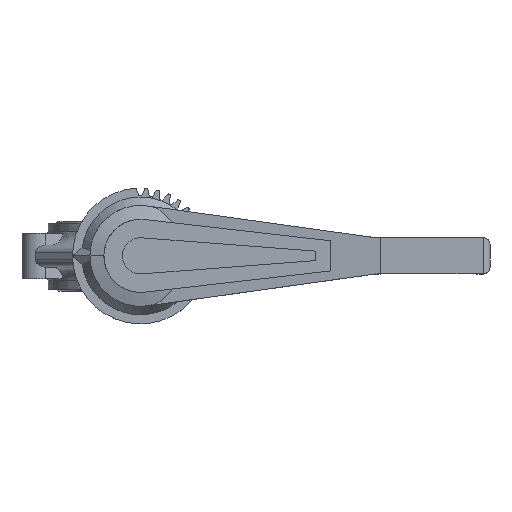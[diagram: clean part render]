
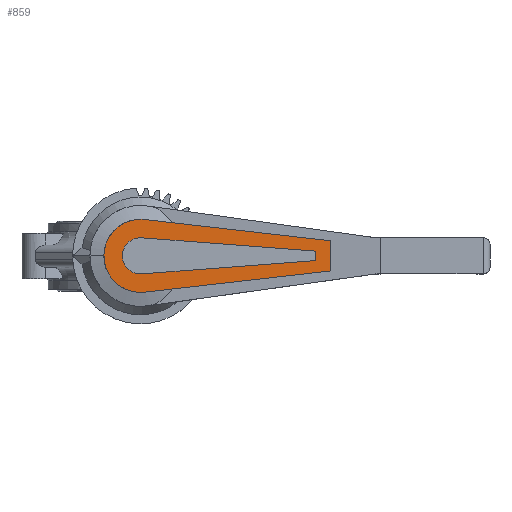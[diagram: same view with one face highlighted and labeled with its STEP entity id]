
A CAD part, top view. The second image highlights one B-rep face of the part: STEP entity #859.
In plain terms, the highlighted planar face has unit normal (0, 0, 1).
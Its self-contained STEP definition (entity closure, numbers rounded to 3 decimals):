
#859=ADVANCED_FACE('',(#2147,#2148),#2149,.T.);
#2147=FACE_BOUND('',#3900,.T.);
#2148=FACE_OUTER_BOUND('',#3901,.T.);
#2149=PLANE('',#3902);
#3900=EDGE_LOOP('',(#6531,#6532,#6533,#6534,#6535,#6536,#6537,#6538,#6539));
#3901=EDGE_LOOP('',(#6540,#6541,#6542,#6543,#6544));
#3902=AXIS2_PLACEMENT_3D('',#6545,#6546,#6547);
#6531=ORIENTED_EDGE('',*,*,#11105,.T.);
#6532=ORIENTED_EDGE('',*,*,#11109,.T.);
#6533=ORIENTED_EDGE('',*,*,#11099,.T.);
#6534=ORIENTED_EDGE('',*,*,#11092,.T.);
#6535=ORIENTED_EDGE('',*,*,#11097,.T.);
#6536=ORIENTED_EDGE('',*,*,#11116,.T.);
#6537=ORIENTED_EDGE('',*,*,#11120,.T.);
#6538=ORIENTED_EDGE('',*,*,#11018,.T.);
#6539=ORIENTED_EDGE('',*,*,#11111,.T.);
#6540=ORIENTED_EDGE('',*,*,#11420,.F.);
#6541=ORIENTED_EDGE('',*,*,#11412,.F.);
#6542=ORIENTED_EDGE('',*,*,#11414,.F.);
#6543=ORIENTED_EDGE('',*,*,#11013,.F.);
#6544=ORIENTED_EDGE('',*,*,#11417,.F.);
#6545=CARTESIAN_POINT('',(20.0,0.0,248.5));
#6546=DIRECTION('',(0.0,0.0,1.0));
#6547=DIRECTION('',(1.0,0.0,0.0));
#11013=EDGE_CURVE('',#13397,#13393,#13399,.T.);
#11018=EDGE_CURVE('',#13402,#13406,#13408,.T.);
#11092=EDGE_CURVE('',#13532,#13530,#13533,.T.);
#11097=EDGE_CURVE('',#13530,#13538,#13540,.T.);
#11099=EDGE_CURVE('',#13542,#13532,#13543,.T.);
#11105=EDGE_CURVE('',#13553,#13551,#13554,.T.);
#11109=EDGE_CURVE('',#13551,#13542,#13558,.T.);
#11111=EDGE_CURVE('',#13406,#13553,#13560,.T.);
#11116=EDGE_CURVE('',#13538,#13565,#13567,.T.);
#11120=EDGE_CURVE('',#13565,#13402,#13571,.T.);
#11412=EDGE_CURVE('',#14004,#14002,#14006,.T.);
#11414=EDGE_CURVE('',#13393,#14004,#14008,.T.);
#11417=EDGE_CURVE('',#14010,#13397,#14013,.T.);
#11420=EDGE_CURVE('',#14002,#14010,#14016,.T.);
#13393=VERTEX_POINT('',#17913);
#13397=VERTEX_POINT('',#17991);
#13399=CIRCLE('',#17994,40.363);
#13402=VERTEX_POINT('',#17997);
#13406=VERTEX_POINT('',#18002);
#13408=CIRCLE('',#18005,20.0);
#13530=VERTEX_POINT('',#18207);
#13532=VERTEX_POINT('',#18210);
#13533=LINE('',#18211,#18212);
#13538=VERTEX_POINT('',#18219);
#13540=LINE('',#18222,#18223);
#13542=VERTEX_POINT('',#18225);
#13543=LINE('',#18226,#18227);
#13551=VERTEX_POINT('',#18238);
#13553=VERTEX_POINT('',#18241);
#13554=LINE('',#18242,#18243);
#13558=LINE('',#18249,#18250);
#13560=LINE('',#18252,#18253);
#13565=VERTEX_POINT('',#18260);
#13567=LINE('',#18263,#18264);
#13571=CIRCLE('',#18268,20.0);
#14002=VERTEX_POINT('',#18858);
#14004=VERTEX_POINT('',#18861);
#14006=LINE('',#18864,#18865);
#14008=CIRCLE('',#18867,40.363);
#14010=VERTEX_POINT('',#18869);
#14013=LINE('',#18873,#18874);
#14016=LINE('',#18886,#18887);
#17913=CARTESIAN_POINT('',(-5.402,40.,248.5));
#17991=CARTESIAN_POINT('',(5.407,-40.0,248.5));
#17994=AXIS2_PLACEMENT_3D('',#24044,#24045,#24046);
#17997=CARTESIAN_POINT('',(-20.0,0.,248.5));
#18002=CARTESIAN_POINT('',(0.0,20.0,248.5));
#18005=AXIS2_PLACEMENT_3D('',#24052,#24053,#24054);
#18207=CARTESIAN_POINT('',(2.783,-19.805,248.5));
#18210=CARTESIAN_POINT('',(193.0,-5.214,248.5));
#18211=CARTESIAN_POINT('',(60.347,-15.39,248.5));
#18212=VECTOR('',#24157,1.0);
#18219=CARTESIAN_POINT('',(2.783,-20.0,248.5));
#18222=CARTESIAN_POINT('',(2.783,-31.201,248.5));
#18223=VECTOR('',#24161,1.0);
#18225=CARTESIAN_POINT('',(193.0,5.214,248.5));
#18226=CARTESIAN_POINT('',(193.0,0.0,248.5));
#18227=VECTOR('',#24162,1.0);
#18238=CARTESIAN_POINT('',(2.783,19.805,248.5));
#18241=CARTESIAN_POINT('',(2.783,20.0,248.5));
#18242=CARTESIAN_POINT('',(2.783,31.201,248.5));
#18243=VECTOR('',#24167,1.0);
#18249=CARTESIAN_POINT('',(60.347,15.39,248.5));
#18250=VECTOR('',#24170,1.0);
#18252=CARTESIAN_POINT('',(58.25,20.0,248.5));
#18253=VECTOR('',#24171,1.0);
#18260=CARTESIAN_POINT('',(0.0,-20.0,248.5));
#18263=CARTESIAN_POINT('',(58.25,-20.0,248.5));
#18264=VECTOR('',#24175,1.0);
#18268=AXIS2_PLACEMENT_3D('',#24179,#24180,#24181);
#18858=CARTESIAN_POINT('',(210.402,16.633,248.5));
#18861=CARTESIAN_POINT('',(5.407,40.0,248.5));
#18864=CARTESIAN_POINT('',(5.407,40.0,248.5));
#18865=VECTOR('',#24520,1.0);
#18867=AXIS2_PLACEMENT_3D('',#24521,#24522,#24523);
#18869=CARTESIAN_POINT('',(210.402,-16.633,248.5));
#18873=CARTESIAN_POINT('',(356.316,0.0,248.5));
#18874=VECTOR('',#24525,1.0);
#18886=CARTESIAN_POINT('',(210.402,27.374,248.5));
#18887=VECTOR('',#24526,1.0);
#24044=CARTESIAN_POINT('',(0.003,0.,248.5));
#24045=DIRECTION('',(0.0,0.0,-1.0));
#24046=DIRECTION('',(0.134,-0.991,0.0));
#24052=CARTESIAN_POINT('',(0.0,0.0,248.5));
#24053=DIRECTION('',(0.0,0.0,-1.0));
#24054=DIRECTION('',(1.0,0.0,0.0));
#24157=DIRECTION('',(-0.997,-0.076,0.0));
#24161=DIRECTION('',(0.0,-1.0,0.0));
#24162=DIRECTION('',(0.0,-1.0,0.0));
#24167=DIRECTION('',(0.0,-1.0,0.0));
#24170=DIRECTION('',(0.997,-0.076,0.0));
#24171=DIRECTION('',(1.0,0.0,-0.0));
#24175=DIRECTION('',(-1.0,0.0,0.0));
#24179=CARTESIAN_POINT('',(0.0,0.0,248.5));
#24180=DIRECTION('',(0.0,0.0,-1.0));
#24181=DIRECTION('',(1.0,0.0,0.0));
#24520=DIRECTION('',(0.994,-0.113,0.0));
#24521=CARTESIAN_POINT('',(0.003,0.,248.5));
#24522=DIRECTION('',(0.0,0.0,-1.0));
#24523=DIRECTION('',(0.134,-0.991,0.0));
#24525=DIRECTION('',(-0.994,-0.113,0.0));
#24526=DIRECTION('',(-0.0,-1.0,-0.0));
